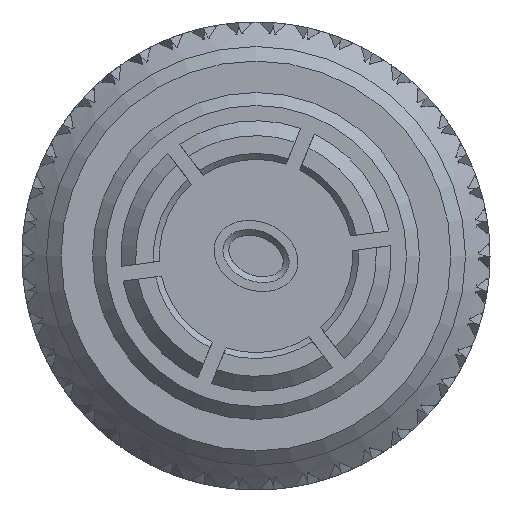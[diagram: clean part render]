
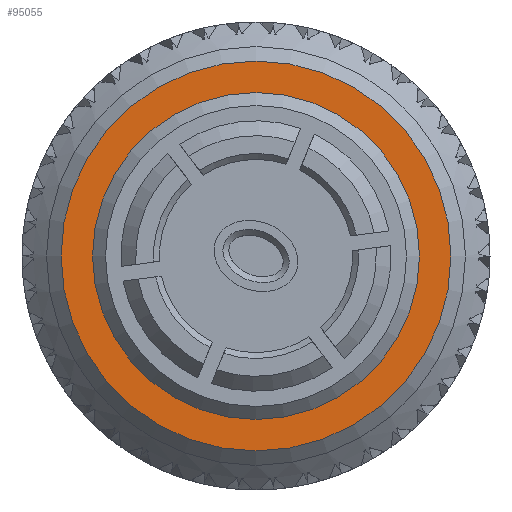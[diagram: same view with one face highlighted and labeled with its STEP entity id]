
A CAD part, left-side view. The second image highlights one B-rep face of the part: STEP entity #95055.
In plain terms, the highlighted planar face has unit normal (-1, 0, 0).
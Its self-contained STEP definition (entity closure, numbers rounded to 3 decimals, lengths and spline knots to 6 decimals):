
#5575 = CARTESIAN_POINT ( 'NONE',  ( 0.134171, 0., 0. ) ) ;
#8295 = CIRCLE ( 'NONE', #58617, 0.055 ) ;
#16683 = DIRECTION ( 'NONE',  ( 1., 0., 0. ) ) ;
#20733 = CARTESIAN_POINT ( 'NONE',  ( 0.134171, 0., 0. ) ) ;
#26989 = EDGE_LOOP ( 'NONE', ( #142390 ) ) ;
#27246 = ORIENTED_EDGE ( 'NONE', *, *, #100804, .T. ) ;
#28253 = CIRCLE ( 'NONE', #79758, 0.065608 ) ;
#39551 = DIRECTION ( 'NONE',  ( -1., 0., 0. ) ) ;
#39843 = EDGE_LOOP ( 'NONE', ( #27246 ) ) ;
#42978 = FACE_OUTER_BOUND ( 'NONE', #26989, .T. ) ;
#43792 = DIRECTION ( 'NONE',  ( 1., 0., 0. ) ) ;
#51314 = VERTEX_POINT ( 'NONE', #130815 ) ;
#58617 = AXIS2_PLACEMENT_3D ( 'NONE', #5575, #16683, #85716 ) ;
#76465 = DIRECTION ( 'NONE',  ( 0., -1., 0. ) ) ;
#79758 = AXIS2_PLACEMENT_3D ( 'NONE', #20733, #43792, #111393 ) ;
#81593 = VERTEX_POINT ( 'NONE', #108664 ) ;
#85716 = DIRECTION ( 'NONE',  ( 0., 1., 0. ) ) ;
#95055 = ADVANCED_FACE ( 'NONE', ( #123598, #42978 ), #131248, .T. ) ;
#100804 = EDGE_CURVE ( 'NONE', #51314, #51314, #8295, .T. ) ;
#108664 = CARTESIAN_POINT ( 'NONE',  ( 0.134171, 0.065608, 0. ) ) ;
#111144 = CARTESIAN_POINT ( 'NONE',  ( 0.134171, 0.055, 0. ) ) ;
#111393 = DIRECTION ( 'NONE',  ( 0., 1., 0. ) ) ;
#123598 = FACE_BOUND ( 'NONE', #39843, .T. ) ;
#127191 = AXIS2_PLACEMENT_3D ( 'NONE', #111144, #39551, #76465 ) ;
#130815 = CARTESIAN_POINT ( 'NONE',  ( 0.134171, 0.055, 0. ) ) ;
#131248 = PLANE ( 'NONE',  #127191 ) ;
#142390 = ORIENTED_EDGE ( 'NONE', *, *, #144669, .F. ) ;
#144669 = EDGE_CURVE ( 'NONE', #81593, #81593, #28253, .T. ) ;
